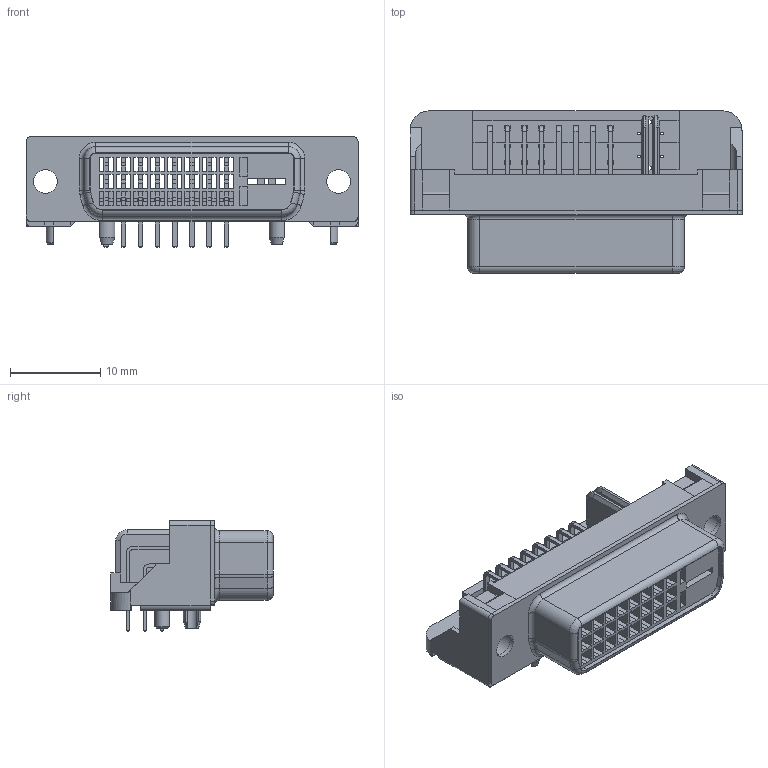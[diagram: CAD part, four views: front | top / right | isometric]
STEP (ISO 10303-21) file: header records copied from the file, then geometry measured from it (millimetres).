
FILE_DESCRIPTION(('FreeCAD Model'),'2;1');
FILE_NAME('Open CASCADE Shape Model','2024-04-26T03:09:44',( 'kicad StepUp'),('ksu MCAD'),'Open CASCADE STEP processor 7.7', 'FreeCAD','Unknown');
FILE_SCHEMA(('AUTOMOTIVE_DESIGN { 1 0 10303 214 1 1 1 1 }'));
Length unit declared in the file: millimetre
Products named in the file (1): DVI-D_Molex_74320-4004_Horizontal
Bounding box: 36.83 x 18.03 x 12.25 mm (x, y, z)
Volume: 2626.6 mm3; surface area: 5095.7 mm2
Topology: 25 solids, 27 shells, 1265 faces, 3207 edges, 1990 vertices
Faces by surface type: plane 1143, cylinder 102, torus 10, cone 8, revolution 2
Full cylindrical faces by diameter (mm): 2.65 x2, 3.175 x2
Entity records: 23912 total; most frequent: ORIENTED_EDGE 4842, CARTESIAN_POINT 3562, EDGE_CURVE 3207, LINE 2589, VERTEX_POINT 1990, FACE_BOUND 1377, EDGE_LOOP 1377, ADVANCED_FACE 1265
